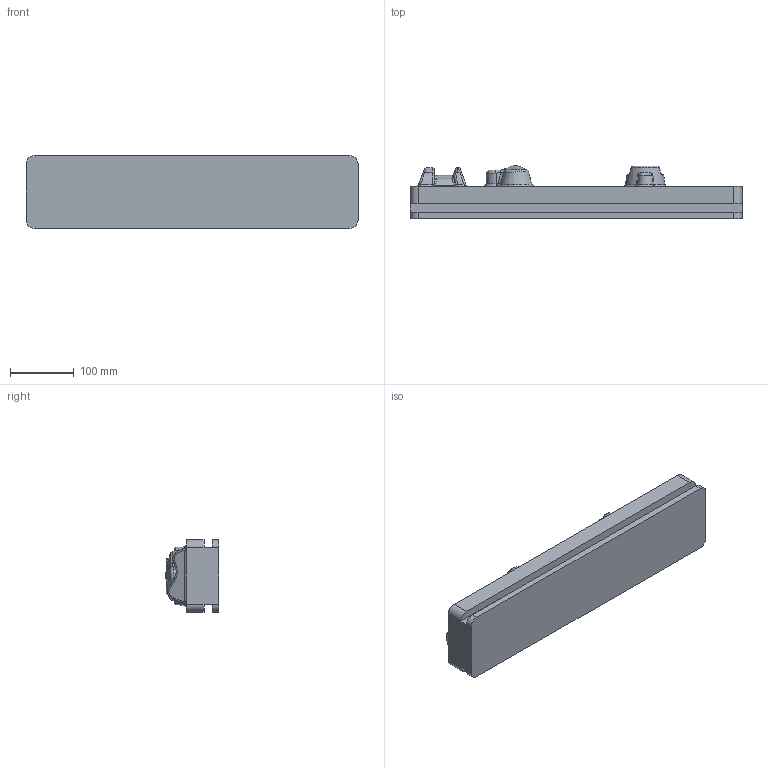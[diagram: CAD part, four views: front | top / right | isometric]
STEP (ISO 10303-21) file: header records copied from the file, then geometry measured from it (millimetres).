
FILE_DESCRIPTION(/* description */ (''),/* implementation_level */ '2;1');
FILE_NAME(/* name */ '3D - Overview of toolpaths.step',/* time_stamp */ '2018-04-19T10:02:08-04:00',/* author */ (''),/* organization */ (''),/* preprocessor_version */ 'ST-DEVELOPER v16.13',/* originating_system */ 'Autodesk Translation Framework v6.5.0.72',/* authorisation */ '');
FILE_SCHEMA (('AUTOMOTIVE_DESIGN { 1 0 10303 214 3 1 1 }'));
Length unit declared in the file: inch
Products named in the file (1): 3D - Overview of toolpaths
Bounding box: 522.77 x 83.64 x 114.3 mm (x, y, z)
Volume: 2977953.7 mm3; surface area: 228126.9 mm2
Topology: 1 solids, 1 shells, 200 faces, 449 edges, 254 vertices
Faces by surface type: bspline 68, cylinder 46, plane 37, torus 22, sphere 19, cone 8
Entity records: 21419 total; most frequent: CARTESIAN_POINT 17148, ORIENTED_EDGE 886, DIRECTION 788, EDGE_CURVE 443, AXIS2_PLACEMENT_3D 332, VERTEX_POINT 254, EDGE_LOOP 209, STYLED_ITEM 201
